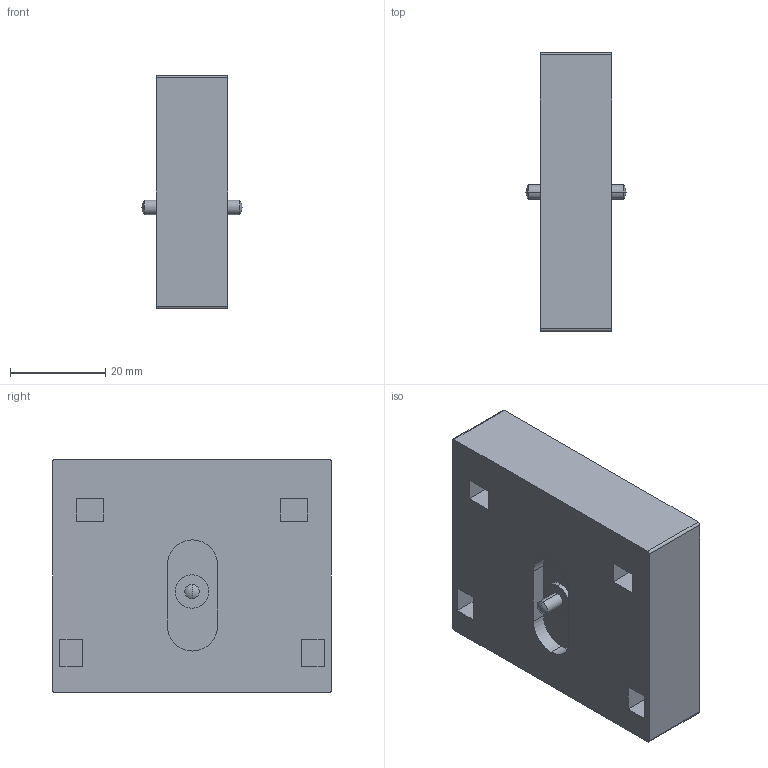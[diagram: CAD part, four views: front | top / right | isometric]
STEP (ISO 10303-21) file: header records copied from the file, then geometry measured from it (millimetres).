
FILE_DESCRIPTION (( 'STEP AP214' ), '1' );
FILE_NAME ('BM0H.STEP', '2011-02-07T19:08:35', ( ' ' ), ( ' ' ), 'SwSTEP 2.0', 'SolidWorks 2009', '' );
FILE_SCHEMA (( 'AUTOMOTIVE_DESIGN' ));
Length unit declared in the file: millimetre
Products named in the file (1): BM0H
Bounding box: 21 x 58.5 x 49 mm (x, y, z)
Volume: 40717.7 mm3; surface area: 10267 mm2
Topology: 1 solids, 1 shells, 82 faces, 194 edges, 128 vertices
Faces by surface type: plane 58, cylinder 20, sphere 4
Entity records: 3284 total; most frequent: CARTESIAN_POINT 405, DIRECTION 402, ORIENTED_EDGE 388, EDGE_CURVE 194, LINE 152, VECTOR 152, VERTEX_POINT 128, AXIS2_PLACEMENT_3D 125
